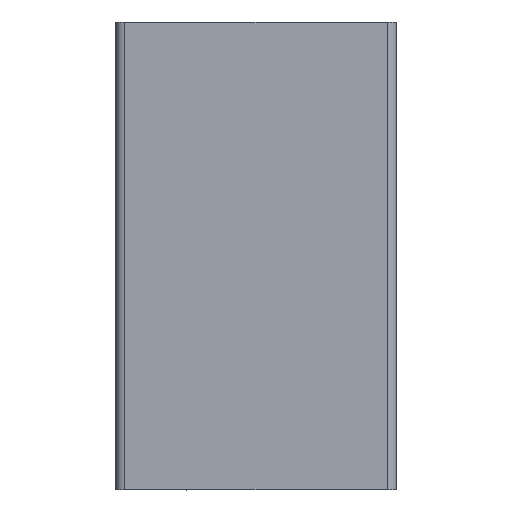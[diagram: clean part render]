
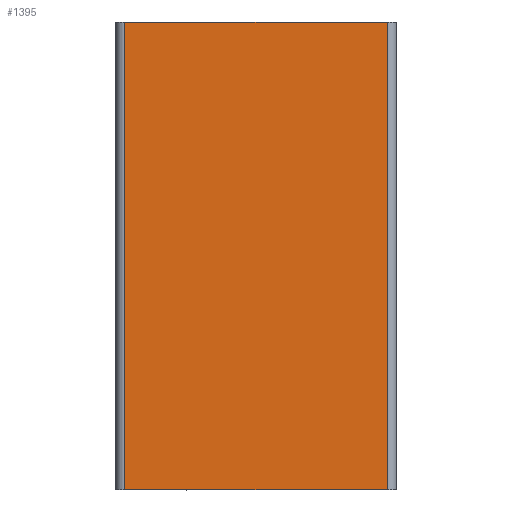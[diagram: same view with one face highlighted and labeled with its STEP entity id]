
A CAD part, front view. The second image highlights one B-rep face of the part: STEP entity #1395.
In plain terms, the highlighted planar face has unit normal (0, -1, 0).
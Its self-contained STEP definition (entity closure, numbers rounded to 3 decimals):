
#510 = LINE ( 'NONE', #3894, #575 ) ;
#575 = VECTOR ( 'NONE', #2722, 1000. ) ;
#1395 = ADVANCED_FACE ( 'NONE', ( #6927 ), #13901, .T. ) ;
#1479 = CARTESIAN_POINT ( 'NONE',  ( -28., -15., 100. ) ) ;
#2722 = DIRECTION ( 'NONE',  ( 0., 0., 1. ) ) ;
#2766 = ORIENTED_EDGE ( 'NONE', *, *, #9025, .T. ) ;
#2905 = CARTESIAN_POINT ( 'NONE',  ( 28., -15., 0. ) ) ;
#2973 = AXIS2_PLACEMENT_3D ( 'NONE', #10105, #14754, #4363 ) ;
#3077 = ORIENTED_EDGE ( 'NONE', *, *, #8113, .T. ) ;
#3303 = ORIENTED_EDGE ( 'NONE', *, *, #12865, .T. ) ;
#3312 = DIRECTION ( 'NONE',  ( -1., 0., 0. ) ) ;
#3894 = CARTESIAN_POINT ( 'NONE',  ( 28., -15., 100. ) ) ;
#4197 = CARTESIAN_POINT ( 'NONE',  ( -28., -15., 100. ) ) ;
#4363 = DIRECTION ( 'NONE',  ( 0., 0., -1. ) ) ;
#4768 = EDGE_CURVE ( 'NONE', #8851, #14844, #6491, .T. ) ;
#4913 = VERTEX_POINT ( 'NONE', #4197 ) ;
#5082 = ORIENTED_EDGE ( 'NONE', *, *, #4768, .T. ) ;
#5929 = VECTOR ( 'NONE', #9759, 1000. ) ;
#6468 = CARTESIAN_POINT ( 'NONE',  ( -28., -15., 0. ) ) ;
#6491 = LINE ( 'NONE', #2905, #5929 ) ;
#6927 = FACE_OUTER_BOUND ( 'NONE', #12546, .T. ) ;
#6962 = CARTESIAN_POINT ( 'NONE',  ( 28., -15., 100. ) ) ;
#7279 = LINE ( 'NONE', #1479, #9535 ) ;
#7681 = CARTESIAN_POINT ( 'NONE',  ( 28., -15., 100. ) ) ;
#8113 = EDGE_CURVE ( 'NONE', #4913, #8851, #7279, .T. ) ;
#8851 = VERTEX_POINT ( 'NONE', #6468 ) ;
#9025 = EDGE_CURVE ( 'NONE', #14844, #12281, #510, .T. ) ;
#9535 = VECTOR ( 'NONE', #10601, 1000. ) ;
#9759 = DIRECTION ( 'NONE',  ( 1., 0., 0. ) ) ;
#10105 = CARTESIAN_POINT ( 'NONE',  ( 28., -15., 100. ) ) ;
#10354 = CARTESIAN_POINT ( 'NONE',  ( 28., -15., 0. ) ) ;
#10475 = VECTOR ( 'NONE', #3312, 1000. ) ;
#10601 = DIRECTION ( 'NONE',  ( 0., 0., -1. ) ) ;
#12281 = VERTEX_POINT ( 'NONE', #6962 ) ;
#12546 = EDGE_LOOP ( 'NONE', ( #3303, #3077, #5082, #2766 ) ) ;
#12865 = EDGE_CURVE ( 'NONE', #12281, #4913, #14652, .T. ) ;
#13901 = PLANE ( 'NONE',  #2973 ) ;
#14652 = LINE ( 'NONE', #7681, #10475 ) ;
#14754 = DIRECTION ( 'NONE',  ( 0., -1., 0. ) ) ;
#14844 = VERTEX_POINT ( 'NONE', #10354 ) ;
